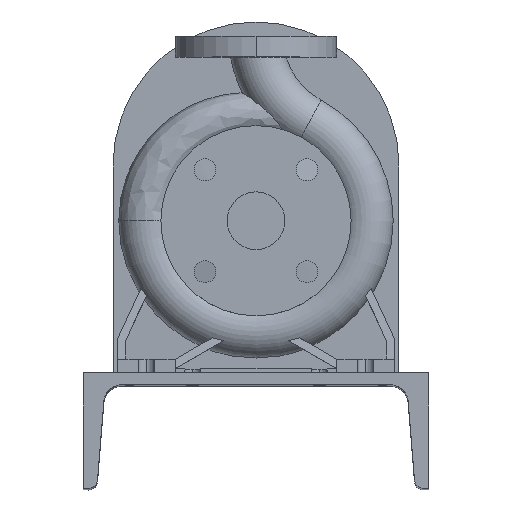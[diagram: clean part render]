
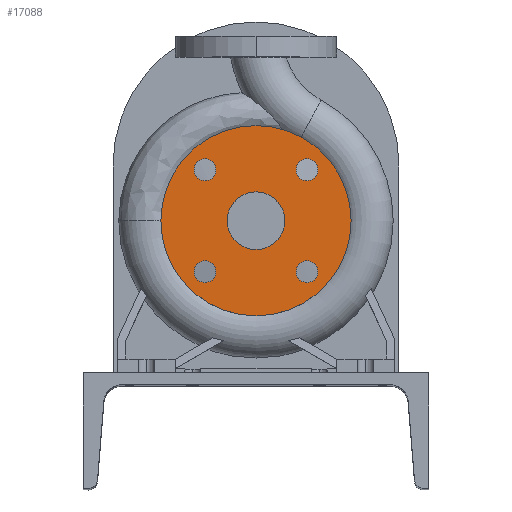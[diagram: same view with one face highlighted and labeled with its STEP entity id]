
A CAD part, top view. The second image highlights one B-rep face of the part: STEP entity #17088.
In plain terms, the highlighted planar face has unit normal (0, 0, 1).
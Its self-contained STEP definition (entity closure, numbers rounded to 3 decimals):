
#244 = DIRECTION ( 'NONE',  ( 0., 0., 1. ) ) ;
#276 = CARTESIAN_POINT ( 'NONE',  ( -53.694, -44.194, 80. ) ) ;
#416 = FACE_OUTER_BOUND ( 'NONE', #9902, .T. ) ;
#500 = EDGE_CURVE ( 'NONE', #3770, #1523, #19371, .T. ) ;
#564 = ORIENTED_EDGE ( 'NONE', *, *, #17786, .F. ) ;
#731 = DIRECTION ( 'NONE',  ( 0., 0., 1. ) ) ;
#957 = DIRECTION ( 'NONE',  ( 0., 0., 1. ) ) ;
#976 = EDGE_CURVE ( 'NONE', #12953, #2138, #11534, .T. ) ;
#1062 = DIRECTION ( 'NONE',  ( 1., 0., 0. ) ) ;
#1269 = DIRECTION ( 'NONE',  ( 0., 0., 1. ) ) ;
#1523 = VERTEX_POINT ( 'NONE', #9800 ) ;
#1851 = EDGE_LOOP ( 'NONE', ( #7057, #17918 ) ) ;
#1930 = VERTEX_POINT ( 'NONE', #4034 ) ;
#1982 = DIRECTION ( 'NONE',  ( 0., 0., 1. ) ) ;
#1994 = DIRECTION ( 'NONE',  ( 0., 0., 1. ) ) ;
#2038 = AXIS2_PLACEMENT_3D ( 'NONE', #18171, #2643, #18073 ) ;
#2138 = VERTEX_POINT ( 'NONE', #276 ) ;
#2360 = EDGE_CURVE ( 'NONE', #6506, #1930, #17483, .T. ) ;
#2643 = DIRECTION ( 'NONE',  ( 0., 0., 1. ) ) ;
#2779 = EDGE_CURVE ( 'NONE', #1523, #3770, #17092, .T. ) ;
#2824 = AXIS2_PLACEMENT_3D ( 'NONE', #10368, #19725, #4392 ) ;
#2940 = EDGE_LOOP ( 'NONE', ( #10936, #13576 ) ) ;
#3285 = AXIS2_PLACEMENT_3D ( 'NONE', #17304, #244, #16084 ) ;
#3432 = CIRCLE ( 'NONE', #8297, 82.5 ) ;
#3660 = CARTESIAN_POINT ( 'NONE',  ( -44.194, -44.194, 80. ) ) ;
#3770 = VERTEX_POINT ( 'NONE', #8247 ) ;
#4034 = CARTESIAN_POINT ( 'NONE',  ( -53.694, 44.194, 80. ) ) ;
#4355 = EDGE_LOOP ( 'NONE', ( #6777, #564 ) ) ;
#4392 = DIRECTION ( 'NONE',  ( 1., 0., 0. ) ) ;
#4397 = DIRECTION ( 'NONE',  ( 1., 0., 0. ) ) ;
#4516 = DIRECTION ( 'NONE',  ( 0., 0., 1. ) ) ;
#4974 = FACE_BOUND ( 'NONE', #2940, .T. ) ;
#5020 = CARTESIAN_POINT ( 'NONE',  ( -34.694, 44.194, 80. ) ) ;
#5075 = FACE_BOUND ( 'NONE', #4355, .T. ) ;
#5403 = DIRECTION ( 'NONE',  ( 1., 0., 0. ) ) ;
#5782 = CIRCLE ( 'NONE', #16828, 9.5 ) ;
#5846 = DIRECTION ( 'NONE',  ( 0., 0., 1. ) ) ;
#5989 = CIRCLE ( 'NONE', #19276, 9.5 ) ;
#6506 = VERTEX_POINT ( 'NONE', #5020 ) ;
#6540 = CARTESIAN_POINT ( 'NONE',  ( 82.5, 0., 80. ) ) ;
#6597 = DIRECTION ( 'NONE',  ( 0., 0., -1. ) ) ;
#6700 = FACE_BOUND ( 'NONE', #8878, .T. ) ;
#6777 = ORIENTED_EDGE ( 'NONE', *, *, #2360, .F. ) ;
#6967 = CARTESIAN_POINT ( 'NONE',  ( 0., 0., 80. ) ) ;
#7057 = ORIENTED_EDGE ( 'NONE', *, *, #17649, .F. ) ;
#7320 = AXIS2_PLACEMENT_3D ( 'NONE', #3660, #19002, #11599 ) ;
#8196 = CIRCLE ( 'NONE', #2038, 9.5 ) ;
#8247 = CARTESIAN_POINT ( 'NONE',  ( 34.694, 44.194, 80. ) ) ;
#8297 = AXIS2_PLACEMENT_3D ( 'NONE', #6967, #1994, #11224 ) ;
#8363 = VERTEX_POINT ( 'NONE', #10862 ) ;
#8410 = DIRECTION ( 'NONE',  ( -1., 0., 0. ) ) ;
#8602 = EDGE_CURVE ( 'NONE', #2138, #12953, #8196, .T. ) ;
#8843 = CARTESIAN_POINT ( 'NONE',  ( -44.194, 44.194, 80. ) ) ;
#8874 = DIRECTION ( 'NONE',  ( 1., 0., 0. ) ) ;
#8878 = EDGE_LOOP ( 'NONE', ( #16110, #19057 ) ) ;
#9273 = CARTESIAN_POINT ( 'NONE',  ( -82.5, 0., 80. ) ) ;
#9335 = AXIS2_PLACEMENT_3D ( 'NONE', #11275, #731, #5403 ) ;
#9364 = VERTEX_POINT ( 'NONE', #9273 ) ;
#9367 = AXIS2_PLACEMENT_3D ( 'NONE', #13782, #4516, #10701 ) ;
#9631 = FACE_BOUND ( 'NONE', #1851, .T. ) ;
#9764 = DIRECTION ( 'NONE',  ( 1., 0., 0. ) ) ;
#9800 = CARTESIAN_POINT ( 'NONE',  ( 53.694, 44.194, 80. ) ) ;
#9902 = EDGE_LOOP ( 'NONE', ( #16860, #10582 ) ) ;
#9977 = CIRCLE ( 'NONE', #14547, 25. ) ;
#10368 = CARTESIAN_POINT ( 'NONE',  ( 44.194, 44.194, 80. ) ) ;
#10529 = EDGE_CURVE ( 'NONE', #11895, #18460, #5989, .T. ) ;
#10582 = ORIENTED_EDGE ( 'NONE', *, *, #19846, .T. ) ;
#10619 = VERTEX_POINT ( 'NONE', #6540 ) ;
#10701 = DIRECTION ( 'NONE',  ( 1., 0., 0. ) ) ;
#10730 = CIRCLE ( 'NONE', #3285, 82.5 ) ;
#10862 = CARTESIAN_POINT ( 'NONE',  ( 25., 0., 80. ) ) ;
#10919 = AXIS2_PLACEMENT_3D ( 'NONE', #12958, #1982, #17720 ) ;
#10936 = ORIENTED_EDGE ( 'NONE', *, *, #2779, .F. ) ;
#11224 = DIRECTION ( 'NONE',  ( 1., 0., 0. ) ) ;
#11275 = CARTESIAN_POINT ( 'NONE',  ( 0., 0., 80. ) ) ;
#11497 = CARTESIAN_POINT ( 'NONE',  ( 0., 0., 80. ) ) ;
#11508 = CARTESIAN_POINT ( 'NONE',  ( 34.694, -44.194, 80. ) ) ;
#11534 = CIRCLE ( 'NONE', #7320, 9.5 ) ;
#11599 = DIRECTION ( 'NONE',  ( 1., 0., 0. ) ) ;
#11895 = VERTEX_POINT ( 'NONE', #11508 ) ;
#12159 = EDGE_CURVE ( 'NONE', #18460, #11895, #14100, .T. ) ;
#12953 = VERTEX_POINT ( 'NONE', #13826 ) ;
#12958 = CARTESIAN_POINT ( 'NONE',  ( 44.194, 44.194, 80. ) ) ;
#12961 = ORIENTED_EDGE ( 'NONE', *, *, #976, .F. ) ;
#13117 = FACE_BOUND ( 'NONE', #13839, .T. ) ;
#13576 = ORIENTED_EDGE ( 'NONE', *, *, #500, .F. ) ;
#13665 = EDGE_CURVE ( 'NONE', #10619, #9364, #3432, .T. ) ;
#13782 = CARTESIAN_POINT ( 'NONE',  ( -44.194, 44.194, 80. ) ) ;
#13794 = AXIS2_PLACEMENT_3D ( 'NONE', #15187, #1269, #4397 ) ;
#13826 = CARTESIAN_POINT ( 'NONE',  ( -34.694, -44.194, 80. ) ) ;
#13839 = EDGE_LOOP ( 'NONE', ( #12961, #16162 ) ) ;
#13936 = AXIS2_PLACEMENT_3D ( 'NONE', #16164, #6597, #8410 ) ;
#14100 = CIRCLE ( 'NONE', #13794, 9.5 ) ;
#14547 = AXIS2_PLACEMENT_3D ( 'NONE', #11497, #16298, #9764 ) ;
#14643 = CARTESIAN_POINT ( 'NONE',  ( -25., 0., 80. ) ) ;
#15187 = CARTESIAN_POINT ( 'NONE',  ( 44.194, -44.194, 80. ) ) ;
#15641 = EDGE_CURVE ( 'NONE', #17102, #8363, #18735, .T. ) ;
#15861 = PLANE ( 'NONE',  #13936 ) ;
#16084 = DIRECTION ( 'NONE',  ( 1., 0., 0. ) ) ;
#16110 = ORIENTED_EDGE ( 'NONE', *, *, #12159, .F. ) ;
#16162 = ORIENTED_EDGE ( 'NONE', *, *, #8602, .F. ) ;
#16164 = CARTESIAN_POINT ( 'NONE',  ( 0., 82.5, 80. ) ) ;
#16298 = DIRECTION ( 'NONE',  ( 0., 0., 1. ) ) ;
#16828 = AXIS2_PLACEMENT_3D ( 'NONE', #8843, #957, #1062 ) ;
#16860 = ORIENTED_EDGE ( 'NONE', *, *, #13665, .T. ) ;
#17063 = CARTESIAN_POINT ( 'NONE',  ( 53.694, -44.194, 80. ) ) ;
#17088 = ADVANCED_FACE ( 'NONE', ( #6700, #13117, #5075, #4974, #9631, #416 ), #15861, .F. ) ;
#17092 = CIRCLE ( 'NONE', #2824, 9.5 ) ;
#17102 = VERTEX_POINT ( 'NONE', #14643 ) ;
#17304 = CARTESIAN_POINT ( 'NONE',  ( 0., 0., 80. ) ) ;
#17483 = CIRCLE ( 'NONE', #9367, 9.5 ) ;
#17649 = EDGE_CURVE ( 'NONE', #8363, #17102, #9977, .T. ) ;
#17720 = DIRECTION ( 'NONE',  ( 1., 0., 0. ) ) ;
#17786 = EDGE_CURVE ( 'NONE', #1930, #6506, #5782, .T. ) ;
#17918 = ORIENTED_EDGE ( 'NONE', *, *, #15641, .F. ) ;
#18073 = DIRECTION ( 'NONE',  ( 1., 0., 0. ) ) ;
#18171 = CARTESIAN_POINT ( 'NONE',  ( -44.194, -44.194, 80. ) ) ;
#18460 = VERTEX_POINT ( 'NONE', #17063 ) ;
#18735 = CIRCLE ( 'NONE', #9335, 25. ) ;
#19002 = DIRECTION ( 'NONE',  ( 0., 0., 1. ) ) ;
#19057 = ORIENTED_EDGE ( 'NONE', *, *, #10529, .F. ) ;
#19276 = AXIS2_PLACEMENT_3D ( 'NONE', #19857, #5846, #8874 ) ;
#19371 = CIRCLE ( 'NONE', #10919, 9.5 ) ;
#19725 = DIRECTION ( 'NONE',  ( 0., 0., 1. ) ) ;
#19846 = EDGE_CURVE ( 'NONE', #9364, #10619, #10730, .T. ) ;
#19857 = CARTESIAN_POINT ( 'NONE',  ( 44.194, -44.194, 80. ) ) ;
